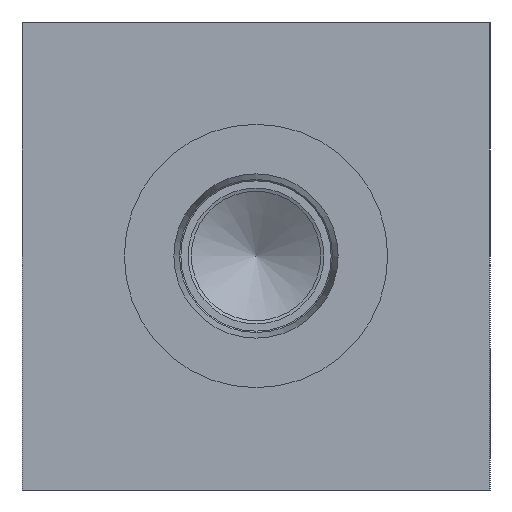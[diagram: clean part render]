
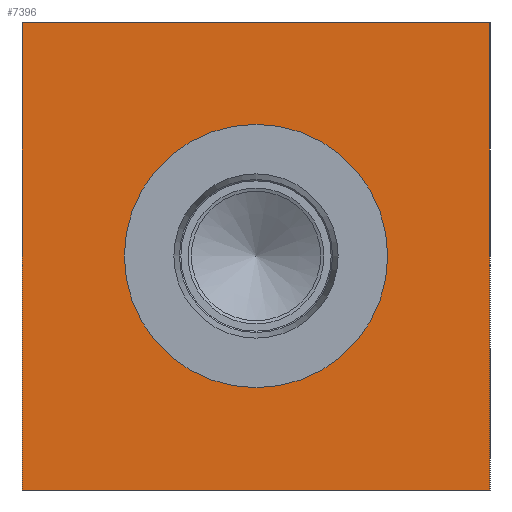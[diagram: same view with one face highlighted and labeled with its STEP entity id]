
A CAD part, left-side view. The second image highlights one B-rep face of the part: STEP entity #7396.
In plain terms, the highlighted planar face has unit normal (-1, 0, 0).
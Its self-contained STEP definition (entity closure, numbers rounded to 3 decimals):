
#167=CIRCLE('',#7782,12.51);
#168=CIRCLE('',#7783,12.51);
#220=FACE_BOUND('',#1245,.T.);
#445=PLANE('',#7796);
#823=FACE_OUTER_BOUND('',#1244,.T.);
#1244=EDGE_LOOP('',(#6584,#6585,#6586,#6587));
#1245=EDGE_LOOP('',(#6588,#6589));
#1524=LINE('',#11440,#2228);
#1954=LINE('',#12688,#2658);
#1955=LINE('',#12689,#2659);
#1956=LINE('',#12690,#2660);
#2228=VECTOR('',#8204,10.);
#2658=VECTOR('',#9262,10.);
#2659=VECTOR('',#9263,10.);
#2660=VECTOR('',#9264,10.);
#3174=VERTEX_POINT('',#11433);
#3177=VERTEX_POINT('',#11438);
#3542=VERTEX_POINT('',#12657);
#3543=VERTEX_POINT('',#12658);
#3552=VERTEX_POINT('',#12686);
#3553=VERTEX_POINT('',#12687);
#4012=EDGE_CURVE('',#3177,#3174,#1524,.T.);
#4555=EDGE_CURVE('',#3542,#3543,#167,.T.);
#4556=EDGE_CURVE('',#3543,#3542,#168,.T.);
#4569=EDGE_CURVE('',#3552,#3553,#1954,.T.);
#4570=EDGE_CURVE('',#3553,#3174,#1955,.T.);
#4571=EDGE_CURVE('',#3552,#3177,#1956,.T.);
#6584=ORIENTED_EDGE('',*,*,#4569,.T.);
#6585=ORIENTED_EDGE('',*,*,#4570,.T.);
#6586=ORIENTED_EDGE('',*,*,#4012,.F.);
#6587=ORIENTED_EDGE('',*,*,#4571,.F.);
#6588=ORIENTED_EDGE('',*,*,#4555,.T.);
#6589=ORIENTED_EDGE('',*,*,#4556,.T.);
#7396=ADVANCED_FACE('',(#823,#220),#445,.T.);
#7782=AXIS2_PLACEMENT_3D('',#12659,#9228,#9229);
#7783=AXIS2_PLACEMENT_3D('',#12660,#9230,#9231);
#7796=AXIS2_PLACEMENT_3D('',#12685,#9260,#9261);
#8204=DIRECTION('',(0.,-1.,0.));
#9228=DIRECTION('center_axis',(1.,0.,0.));
#9229=DIRECTION('ref_axis',(0.,0.,1.));
#9230=DIRECTION('center_axis',(1.,0.,0.));
#9231=DIRECTION('ref_axis',(0.,0.,1.));
#9260=DIRECTION('center_axis',(-1.,0.,0.));
#9261=DIRECTION('ref_axis',(0.,-1.,0.));
#9262=DIRECTION('',(0.,-1.,0.));
#9263=DIRECTION('',(0.,0.,1.));
#9264=DIRECTION('',(0.,0.,1.));
#11433=CARTESIAN_POINT('',(0.,0.,44.45));
#11438=CARTESIAN_POINT('',(0.,44.45,44.45));
#11440=CARTESIAN_POINT('',(0.,44.45,44.45));
#12657=CARTESIAN_POINT('',(0.,22.225,34.735));
#12658=CARTESIAN_POINT('',(0.,22.225,9.716));
#12659=CARTESIAN_POINT('Origin',(0.,22.225,22.225));
#12660=CARTESIAN_POINT('Origin',(0.,22.225,22.225));
#12685=CARTESIAN_POINT('Origin',(0.,44.45,0.));
#12686=CARTESIAN_POINT('',(0.,44.45,0.));
#12687=CARTESIAN_POINT('',(0.,0.,0.));
#12688=CARTESIAN_POINT('',(0.,44.45,0.));
#12689=CARTESIAN_POINT('',(0.,0.,0.));
#12690=CARTESIAN_POINT('',(0.,44.45,0.));
